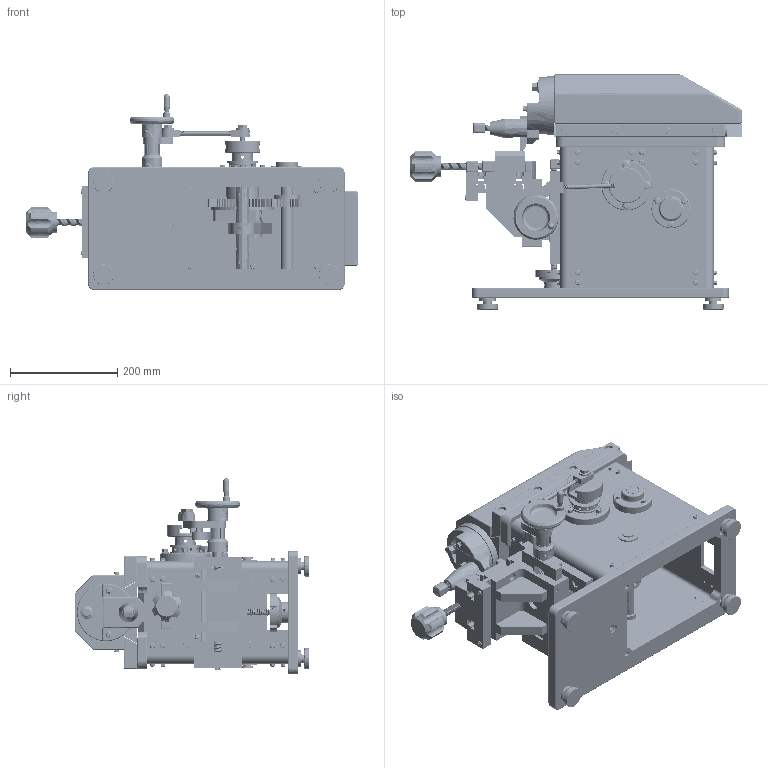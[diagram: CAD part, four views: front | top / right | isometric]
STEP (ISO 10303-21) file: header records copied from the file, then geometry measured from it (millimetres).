
FILE_DESCRIPTION(('FreeCAD Model'),'2;1');
FILE_NAME('Open CASCADE Shape Model','2025-05-09T06:52:07',('FreeCAD'),( 'FreeCAD'),'Open CASCADE STEP processor 7.6','FreeCAD','Unknown');
FILE_SCHEMA(('AUTOMOTIVE_DESIGN { 1 0 10303 214 1 1 1 1 }'));
Products named in the file (1): Open CASCADE STEP translator 7.6 1
Bounding box: 618.72 x 437.94 x 365.27 mm (x, y, z)
Volume: 13980416.2 mm3; surface area: 2431957.8 mm2
Topology: 159 solids, 159 shells, 6431 faces, 15988 edges, 10107 vertices
Faces by surface type: bspline 6431
Entity records: 659160 total; most frequent: CARTESIAN_POINT 570015, ORIENTED_EDGE 31880, EDGE_CURVE 15940, VERTEX_POINT 10103, B_SPLINE_CURVE_WITH_KNOTS 8237, FACE_BOUND 7267, EDGE_LOOP 7267, ADVANCED_FACE 6431
